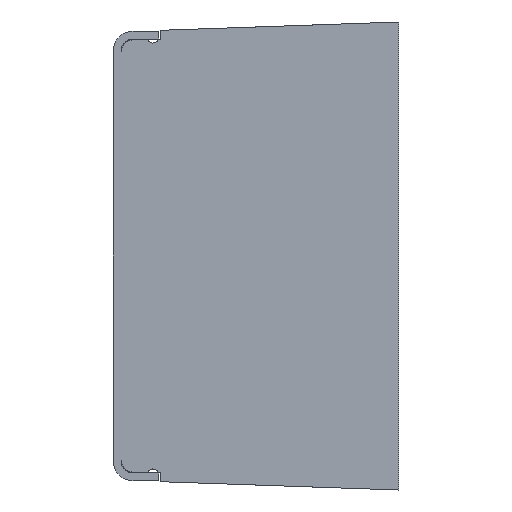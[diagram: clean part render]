
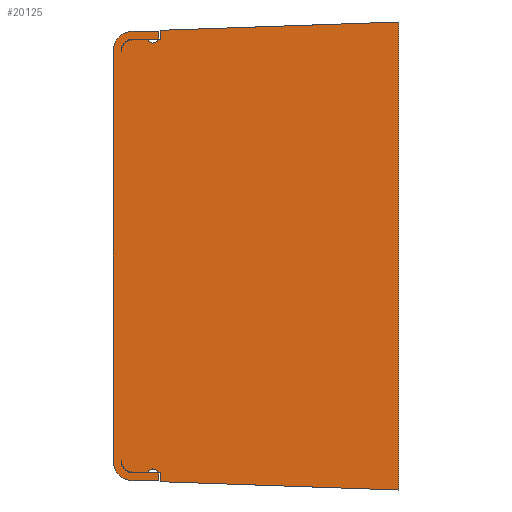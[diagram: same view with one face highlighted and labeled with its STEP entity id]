
A CAD part, left-side view. The second image highlights one B-rep face of the part: STEP entity #20125.
In plain terms, the highlighted planar face has unit normal (-1, 0, 0).
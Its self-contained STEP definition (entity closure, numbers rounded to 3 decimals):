
#2288=CARTESIAN_POINT('',(-30.,67.,-51.7));
#2289=DIRECTION('',(-1.,0.,0.));
#2290=DIRECTION('',(0.,1.,0.));
#2291=AXIS2_PLACEMENT_3D('',#2288,#2289,#2290);
#2293=CARTESIAN_POINT('',(-30.,67.,-51.7));
#2294=DIRECTION('',(1.,0.,0.));
#2295=DIRECTION('',(0.,0.,-1.));
#2296=AXIS2_PLACEMENT_3D('',#2293,#2294,#2295);
#2298=CARTESIAN_POINT('',(-30.,67.,51.7));
#2299=DIRECTION('',(1.,0.,0.));
#2300=DIRECTION('',(0.,1.,0.));
#2301=AXIS2_PLACEMENT_3D('',#2298,#2299,#2300);
#2303=CARTESIAN_POINT('',(-30.,67.,51.7));
#2304=DIRECTION('',(-1.,0.,0.));
#2305=DIRECTION('',(0.,0.,1.));
#2306=AXIS2_PLACEMENT_3D('',#2303,#2304,#2305);
#2308=CARTESIAN_POINT('',(-30.,67.,51.5));
#2309=DIRECTION('',(1.,0.,0.));
#2310=DIRECTION('',(0.,0.998,0.067));
#2311=AXIS2_PLACEMENT_3D('',#2308,#2309,#2310);
#2313=DIRECTION('',(0.,-1.,0.));
#2314=VECTOR('',#2313,3.673);
#2315=CARTESIAN_POINT('',(-30.,67.,54.5));
#2316=LINE('',#2315,#2314);
#2317=CARTESIAN_POINT('',(-30.,62.,55.2));
#2318=DIRECTION('',(-1.,0.,0.));
#2319=DIRECTION('',(0.,0.884,-0.467));
#2320=AXIS2_PLACEMENT_3D('',#2317,#2318,#2319);
#2322=CARTESIAN_POINT('',(-30.,62.,55.2));
#2323=DIRECTION('',(-1.,0.,0.));
#2324=DIRECTION('',(0.,0.,-1.));
#2325=AXIS2_PLACEMENT_3D('',#2322,#2323,#2324);
#2327=DIRECTION('',(0.,-1.,0.));
#2328=VECTOR('',#2327,0.673);
#2329=CARTESIAN_POINT('',(-30.,60.673,54.5));
#2330=LINE('',#2329,#2328);
#2331=DIRECTION('',(0.,0.,1.));
#2332=VECTOR('',#2331,2.405);
#2333=CARTESIAN_POINT('',(-30.,60.,54.5));
#2334=LINE('',#2333,#2332);
#2335=DIRECTION('',(0.,-0.999,0.035));
#2336=VECTOR('',#2335,60.037);
#2337=CARTESIAN_POINT('',(-30.,60.,56.905));
#2338=LINE('',#2337,#2336);
#2339=DIRECTION('',(0.,0.,-1.));
#2340=VECTOR('',#2339,118.);
#2341=CARTESIAN_POINT('',(-30.,0.,59.));
#2342=LINE('',#2341,#2340);
#2343=DIRECTION('',(0.,0.999,0.035));
#2344=VECTOR('',#2343,60.037);
#2345=CARTESIAN_POINT('',(-30.,0.,-59.));
#2346=LINE('',#2345,#2344);
#2347=DIRECTION('',(0.,0.,1.));
#2348=VECTOR('',#2347,2.405);
#2349=CARTESIAN_POINT('',(-30.,60.,-56.905));
#2350=LINE('',#2349,#2348);
#2351=DIRECTION('',(0.,1.,0.));
#2352=VECTOR('',#2351,0.673);
#2353=CARTESIAN_POINT('',(-30.,60.,-54.5));
#2354=LINE('',#2353,#2352);
#2355=CARTESIAN_POINT('',(-30.,62.,-55.2));
#2356=DIRECTION('',(-1.,0.,0.));
#2357=DIRECTION('',(0.,-0.884,0.467));
#2358=AXIS2_PLACEMENT_3D('',#2355,#2356,#2357);
#2360=CARTESIAN_POINT('',(-30.,62.,-55.2));
#2361=DIRECTION('',(-1.,0.,0.));
#2362=DIRECTION('',(0.,0.,1.));
#2363=AXIS2_PLACEMENT_3D('',#2360,#2361,#2362);
#2365=DIRECTION('',(0.,1.,0.));
#2366=VECTOR('',#2365,3.673);
#2367=CARTESIAN_POINT('',(-30.,63.327,-54.5));
#2368=LINE('',#2367,#2366);
#2369=CARTESIAN_POINT('',(-30.,67.,-51.5));
#2370=DIRECTION('',(1.,0.,0.));
#2371=DIRECTION('',(0.,0.,-1.));
#2372=AXIS2_PLACEMENT_3D('',#2369,#2370,#2371);
#2386=DIRECTION('',(0.,1.,0.));
#2387=VECTOR('',#2386,6.5);
#2388=CARTESIAN_POINT('',(-30.,60.5,-54.7));
#2389=LINE('',#2388,#2387);
#10034=DIRECTION('',(0.,-1.,0.));
#10035=VECTOR('',#10034,6.5);
#10036=CARTESIAN_POINT('',(-30.,67.,54.7));
#10037=LINE('',#10036,#10035);
#10038=DIRECTION('',(0.,0.,1.));
#10039=VECTOR('',#10038,2.);
#10040=CARTESIAN_POINT('',(-30.,60.5,54.7));
#10041=LINE('',#10040,#10039);
#10050=DIRECTION('',(0.,1.,0.));
#10051=VECTOR('',#10050,6.5);
#10052=CARTESIAN_POINT('',(-30.,60.5,56.7));
#10053=LINE('',#10052,#10051);
#10062=DIRECTION('',(0.,0.,-1.));
#10063=VECTOR('',#10062,103.4);
#10064=CARTESIAN_POINT('',(-30.,72.,51.7));
#10065=LINE('',#10064,#10063);
#10074=DIRECTION('',(0.,-1.,0.));
#10075=VECTOR('',#10074,6.5);
#10076=CARTESIAN_POINT('',(-30.,67.,-56.7));
#10077=LINE('',#10076,#10075);
#10078=DIRECTION('',(0.,0.,1.));
#10079=VECTOR('',#10078,2.);
#10080=CARTESIAN_POINT('',(-30.,60.5,-56.7));
#10081=LINE('',#10080,#10079);
#15106=CARTESIAN_POINT('',(-30.,70.,-51.699));
#15107=CARTESIAN_POINT('',(-30.,67.,-54.7));
#15108=VERTEX_POINT('',#15106);
#15109=VERTEX_POINT('',#15107);
#15110=CARTESIAN_POINT('',(-30.,60.5,-54.7));
#15111=VERTEX_POINT('',#15110);
#15112=CARTESIAN_POINT('',(-30.,60.5,-56.7));
#15113=VERTEX_POINT('',#15112);
#15114=CARTESIAN_POINT('',(-30.,67.,-56.7));
#15115=VERTEX_POINT('',#15114);
#15116=CARTESIAN_POINT('',(-30.,72.,-51.7));
#15117=VERTEX_POINT('',#15116);
#15118=CARTESIAN_POINT('',(-30.,72.,51.7));
#15119=VERTEX_POINT('',#15118);
#15120=CARTESIAN_POINT('',(-30.,67.,56.7));
#15121=VERTEX_POINT('',#15120);
#15122=CARTESIAN_POINT('',(-30.,60.5,56.7));
#15123=VERTEX_POINT('',#15122);
#15124=CARTESIAN_POINT('',(-30.,60.5,54.7));
#15125=VERTEX_POINT('',#15124);
#15126=CARTESIAN_POINT('',(-30.,67.,54.7));
#15127=VERTEX_POINT('',#15126);
#15128=CARTESIAN_POINT('',(-30.,70.,51.7));
#15129=VERTEX_POINT('',#15128);
#15130=CARTESIAN_POINT('',(-30.,67.,54.5));
#15131=VERTEX_POINT('',#15130);
#15132=CARTESIAN_POINT('',(-30.,63.327,54.5));
#15133=VERTEX_POINT('',#15132);
#15134=CARTESIAN_POINT('',(-30.,62.,53.7));
#15135=VERTEX_POINT('',#15134);
#15136=CARTESIAN_POINT('',(-30.,60.673,54.5));
#15137=VERTEX_POINT('',#15136);
#15138=CARTESIAN_POINT('',(-30.,60.,54.5));
#15139=VERTEX_POINT('',#15138);
#15140=CARTESIAN_POINT('',(-30.,60.,56.905));
#15141=VERTEX_POINT('',#15140);
#15142=CARTESIAN_POINT('',(-30.,0.,59.));
#15143=VERTEX_POINT('',#15142);
#15144=CARTESIAN_POINT('',(-30.,0.,-59.));
#15145=VERTEX_POINT('',#15144);
#15146=CARTESIAN_POINT('',(-30.,60.,-56.905));
#15147=VERTEX_POINT('',#15146);
#15148=CARTESIAN_POINT('',(-30.,60.,-54.5));
#15149=VERTEX_POINT('',#15148);
#15150=CARTESIAN_POINT('',(-30.,60.673,-54.5));
#15151=VERTEX_POINT('',#15150);
#15152=CARTESIAN_POINT('',(-30.,62.,-53.7));
#15153=VERTEX_POINT('',#15152);
#15154=CARTESIAN_POINT('',(-30.,63.327,-54.5));
#15155=VERTEX_POINT('',#15154);
#15156=CARTESIAN_POINT('',(-30.,67.,-54.5));
#15157=VERTEX_POINT('',#15156);
#20067=CARTESIAN_POINT('',(-30.,0.,0.));
#20068=DIRECTION('',(1.,0.,0.));
#20069=DIRECTION('',(0.,0.,-1.));
#20070=AXIS2_PLACEMENT_3D('',#20067,#20068,#20069);
#20071=PLANE('',#20070);
#20073=ORIENTED_EDGE('',*,*,#20072,.T.);
#20075=ORIENTED_EDGE('',*,*,#20074,.F.);
#20077=ORIENTED_EDGE('',*,*,#20076,.F.);
#20079=ORIENTED_EDGE('',*,*,#20078,.F.);
#20081=ORIENTED_EDGE('',*,*,#20080,.T.);
#20083=ORIENTED_EDGE('',*,*,#20082,.F.);
#20085=ORIENTED_EDGE('',*,*,#20084,.T.);
#20087=ORIENTED_EDGE('',*,*,#20086,.F.);
#20089=ORIENTED_EDGE('',*,*,#20088,.F.);
#20091=ORIENTED_EDGE('',*,*,#20090,.F.);
#20093=ORIENTED_EDGE('',*,*,#20092,.T.);
#20095=ORIENTED_EDGE('',*,*,#20094,.T.);
#20097=ORIENTED_EDGE('',*,*,#20096,.T.);
#20099=ORIENTED_EDGE('',*,*,#20098,.T.);
#20101=ORIENTED_EDGE('',*,*,#20100,.T.);
#20103=ORIENTED_EDGE('',*,*,#20102,.T.);
#20105=ORIENTED_EDGE('',*,*,#20104,.T.);
#20107=ORIENTED_EDGE('',*,*,#20106,.T.);
#20108=ORIENTED_EDGE('',*,*,#19866,.T.);
#20110=ORIENTED_EDGE('',*,*,#20109,.T.);
#20112=ORIENTED_EDGE('',*,*,#20111,.T.);
#20114=ORIENTED_EDGE('',*,*,#20113,.T.);
#20116=ORIENTED_EDGE('',*,*,#20115,.T.);
#20118=ORIENTED_EDGE('',*,*,#20117,.T.);
#20120=ORIENTED_EDGE('',*,*,#20119,.T.);
#20122=ORIENTED_EDGE('',*,*,#20121,.T.);
#20123=EDGE_LOOP('',(#20073,#20075,#20077,#20079,#20081,#20083,#20085,#20087,
#20089,#20091,#20093,#20095,#20097,#20099,#20101,#20103,#20105,#20107,#20108,
#20110,#20112,#20114,#20116,#20118,#20120,#20122));
#20124=FACE_OUTER_BOUND('',#20123,.F.);
#20125=ADVANCED_FACE('',(#20124),#20071,.F.);
#2292=CIRCLE('',#2291,3.);
#2297=CIRCLE('',#2296,5.);
#2302=CIRCLE('',#2301,5.);
#2307=CIRCLE('',#2306,3.);
#2312=CIRCLE('',#2311,3.);
#2321=CIRCLE('',#2320,1.5);
#2326=CIRCLE('',#2325,1.5);
#2359=CIRCLE('',#2358,1.5);
#2364=CIRCLE('',#2363,1.5);
#2373=CIRCLE('',#2372,3.);
#19866=EDGE_CURVE('',#15143,#15145,#2342,.T.);
#20072=EDGE_CURVE('',#15108,#15109,#2292,.T.);
#20074=EDGE_CURVE('',#15111,#15109,#2389,.T.);
#20076=EDGE_CURVE('',#15113,#15111,#10081,.T.);
#20078=EDGE_CURVE('',#15115,#15113,#10077,.T.);
#20080=EDGE_CURVE('',#15115,#15117,#2297,.T.);
#20082=EDGE_CURVE('',#15119,#15117,#10065,.T.);
#20084=EDGE_CURVE('',#15119,#15121,#2302,.T.);
#20086=EDGE_CURVE('',#15123,#15121,#10053,.T.);
#20088=EDGE_CURVE('',#15125,#15123,#10041,.T.);
#20090=EDGE_CURVE('',#15127,#15125,#10037,.T.);
#20092=EDGE_CURVE('',#15127,#15129,#2307,.T.);
#20094=EDGE_CURVE('',#15129,#15131,#2312,.T.);
#20096=EDGE_CURVE('',#15131,#15133,#2316,.T.);
#20098=EDGE_CURVE('',#15133,#15135,#2321,.T.);
#20100=EDGE_CURVE('',#15135,#15137,#2326,.T.);
#20102=EDGE_CURVE('',#15137,#15139,#2330,.T.);
#20104=EDGE_CURVE('',#15139,#15141,#2334,.T.);
#20106=EDGE_CURVE('',#15141,#15143,#2338,.T.);
#20109=EDGE_CURVE('',#15145,#15147,#2346,.T.);
#20111=EDGE_CURVE('',#15147,#15149,#2350,.T.);
#20113=EDGE_CURVE('',#15149,#15151,#2354,.T.);
#20115=EDGE_CURVE('',#15151,#15153,#2359,.T.);
#20117=EDGE_CURVE('',#15153,#15155,#2364,.T.);
#20119=EDGE_CURVE('',#15155,#15157,#2368,.T.);
#20121=EDGE_CURVE('',#15157,#15108,#2373,.T.);
